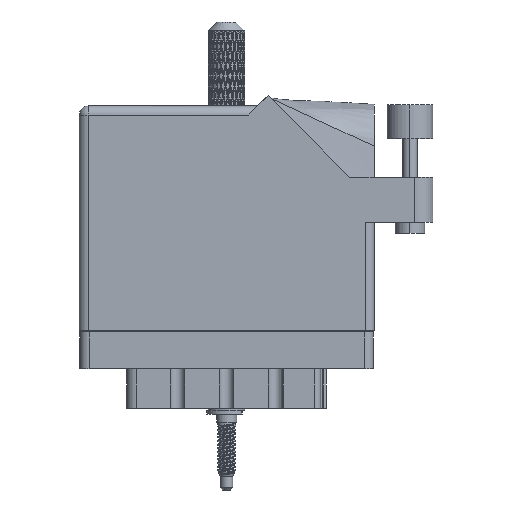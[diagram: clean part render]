
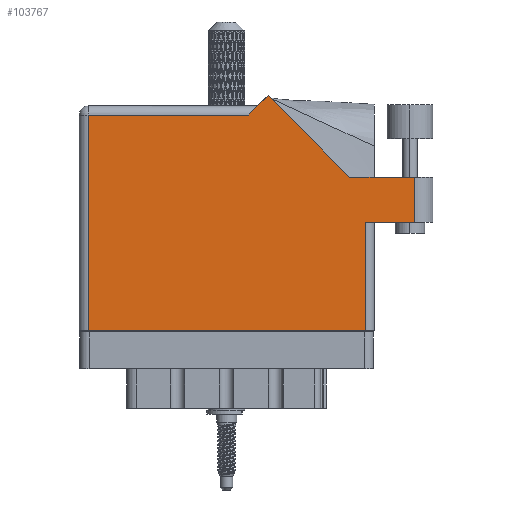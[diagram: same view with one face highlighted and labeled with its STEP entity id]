
A CAD part, front view. The second image highlights one B-rep face of the part: STEP entity #103767.
In plain terms, the highlighted face is planar.
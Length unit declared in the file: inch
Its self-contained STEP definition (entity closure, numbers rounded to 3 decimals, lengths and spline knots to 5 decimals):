
#2123 = DIRECTION ( 'NONE',  ( 0., 0., -1. ) ) ;
#2161 = CARTESIAN_POINT ( 'NONE',  ( 0., 1.468, 0. ) ) ;
#2503 = VECTOR ( 'NONE', #60803, 39.37008 ) ;
#2807 = LINE ( 'NONE', #26915, #75065 ) ;
#4714 = VERTEX_POINT ( 'NONE', #27828 ) ;
#5969 = AXIS2_PLACEMENT_3D ( 'NONE', #11575, #2123, #85343 ) ;
#9195 = EDGE_CURVE ( 'NONE', #66421, #79907, #88733, .T. ) ;
#9736 = VERTEX_POINT ( 'NONE', #26865 ) ;
#10340 = LINE ( 'NONE', #69147, #2503 ) ;
#10841 = PLANE ( 'NONE',  #5969 ) ;
#11575 = CARTESIAN_POINT ( 'NONE',  ( 0., 1.53, 0. ) ) ;
#16902 = ORIENTED_EDGE ( 'NONE', *, *, #46150, .T. ) ;
#17764 = CARTESIAN_POINT ( 'NONE',  ( 0.062, 0., 0. ) ) ;
#20407 = CARTESIAN_POINT ( 'NONE',  ( 2.285, 1.044, 0. ) ) ;
#22014 = CARTESIAN_POINT ( 'NONE',  ( 1.155, 1.468, 0. ) ) ;
#23034 = VECTOR ( 'NONE', #92312, 39.37008 ) ;
#26865 = CARTESIAN_POINT ( 'NONE',  ( 0.062, 0., 0. ) ) ;
#26915 = CARTESIAN_POINT ( 'NONE',  ( 1.84442, 1.044, 0. ) ) ;
#27757 = CARTESIAN_POINT ( 'NONE',  ( 1.948, 0.737, 0. ) ) ;
#27828 = CARTESIAN_POINT ( 'NONE',  ( 1.948, 0.737, 0. ) ) ;
#32332 = FACE_OUTER_BOUND ( 'NONE', #67568, .T. ) ;
#36169 = VECTOR ( 'NONE', #58694, 39.37008 ) ;
#36941 = CARTESIAN_POINT ( 'NONE',  ( 2.285, 1.044, 0. ) ) ;
#38131 = VECTOR ( 'NONE', #58321, 39.37008 ) ;
#39162 = EDGE_CURVE ( 'NONE', #55930, #9736, #52711, .T. ) ;
#40846 = VECTOR ( 'NONE', #42748, 39.37008 ) ;
#42748 = DIRECTION ( 'NONE',  ( 1., 0., 0. ) ) ;
#42854 = CARTESIAN_POINT ( 'NONE',  ( 2.41, 1.044, 0. ) ) ;
#43568 = CARTESIAN_POINT ( 'NONE',  ( 1.217, 1.53, 0. ) ) ;
#43735 = EDGE_CURVE ( 'NONE', #92141, #4714, #97045, .T. ) ;
#44133 = EDGE_CURVE ( 'NONE', #56095, #56258, #2807, .T. ) ;
#45349 = CARTESIAN_POINT ( 'NONE',  ( 0.062, 1.468, 0. ) ) ;
#46150 = EDGE_CURVE ( 'NONE', #4714, #66421, #10340, .T. ) ;
#48453 = LINE ( 'NONE', #42854, #38131 ) ;
#51483 = EDGE_CURVE ( 'NONE', #51546, #55930, #70519, .T. ) ;
#51546 = VERTEX_POINT ( 'NONE', #22014 ) ;
#52711 = LINE ( 'NONE', #17764, #23034 ) ;
#53059 = DIRECTION ( 'NONE',  ( 0., 1., 0. ) ) ;
#55930 = VERTEX_POINT ( 'NONE', #45349 ) ;
#56095 = VERTEX_POINT ( 'NONE', #105132 ) ;
#56258 = VERTEX_POINT ( 'NONE', #100058 ) ;
#58321 = DIRECTION ( 'NONE',  ( -1., 0., 0. ) ) ;
#58694 = DIRECTION ( 'NONE',  ( -0.707, -0.707, 0. ) ) ;
#60124 = DIRECTION ( 'NONE',  ( -0.707, 0.707, 0. ) ) ;
#60803 = DIRECTION ( 'NONE',  ( 1., 0., 0. ) ) ;
#61765 = EDGE_CURVE ( 'NONE', #79907, #56095, #48453, .T. ) ;
#66421 = VERTEX_POINT ( 'NONE', #95433 ) ;
#67472 = ORIENTED_EDGE ( 'NONE', *, *, #39162, .T. ) ;
#67568 = EDGE_LOOP ( 'NONE', ( #16902, #81089, #106546, #90903, #75544, #95340, #67472, #100204, #91441 ) ) ;
#68005 = EDGE_CURVE ( 'NONE', #56258, #51546, #90351, .T. ) ;
#69147 = CARTESIAN_POINT ( 'NONE',  ( 2.01, 0.737, 0. ) ) ;
#70519 = LINE ( 'NONE', #2161, #92358 ) ;
#71342 = EDGE_CURVE ( 'NONE', #9736, #92141, #84641, .T. ) ;
#75065 = VECTOR ( 'NONE', #60124, 39.37008 ) ;
#75171 = VECTOR ( 'NONE', #53059, 39.37008 ) ;
#75544 = ORIENTED_EDGE ( 'NONE', *, *, #68005, .T. ) ;
#79115 = DIRECTION ( 'NONE',  ( 0., 1., 0. ) ) ;
#79907 = VERTEX_POINT ( 'NONE', #36941 ) ;
#81011 = VECTOR ( 'NONE', #79115, 39.37008 ) ;
#81089 = ORIENTED_EDGE ( 'NONE', *, *, #9195, .T. ) ;
#84641 = LINE ( 'NONE', #101486, #40846 ) ;
#85343 = DIRECTION ( 'NONE',  ( -1., 0., 0. ) ) ;
#86431 = CARTESIAN_POINT ( 'NONE',  ( 1.948, 0., 0. ) ) ;
#88733 = LINE ( 'NONE', #20407, #81011 ) ;
#90351 = LINE ( 'NONE', #43568, #36169 ) ;
#90903 = ORIENTED_EDGE ( 'NONE', *, *, #44133, .T. ) ;
#91441 = ORIENTED_EDGE ( 'NONE', *, *, #43735, .T. ) ;
#92141 = VERTEX_POINT ( 'NONE', #86431 ) ;
#92312 = DIRECTION ( 'NONE',  ( 0., -1., 0. ) ) ;
#92358 = VECTOR ( 'NONE', #103871, 39.37008 ) ;
#95340 = ORIENTED_EDGE ( 'NONE', *, *, #51483, .T. ) ;
#95433 = CARTESIAN_POINT ( 'NONE',  ( 2.285, 0.737, 0. ) ) ;
#97045 = LINE ( 'NONE', #27757, #75171 ) ;
#100058 = CARTESIAN_POINT ( 'NONE',  ( 1.28771, 1.60071, 0. ) ) ;
#100204 = ORIENTED_EDGE ( 'NONE', *, *, #71342, .T. ) ;
#101486 = CARTESIAN_POINT ( 'NONE',  ( 0., 0., 0. ) ) ;
#103767 = ADVANCED_FACE ( 'NONE', ( #32332 ), #10841, .F. ) ;
#103871 = DIRECTION ( 'NONE',  ( -1., 0., 0. ) ) ;
#105132 = CARTESIAN_POINT ( 'NONE',  ( 1.84442, 1.044, 0. ) ) ;
#106546 = ORIENTED_EDGE ( 'NONE', *, *, #61765, .T. ) ;
